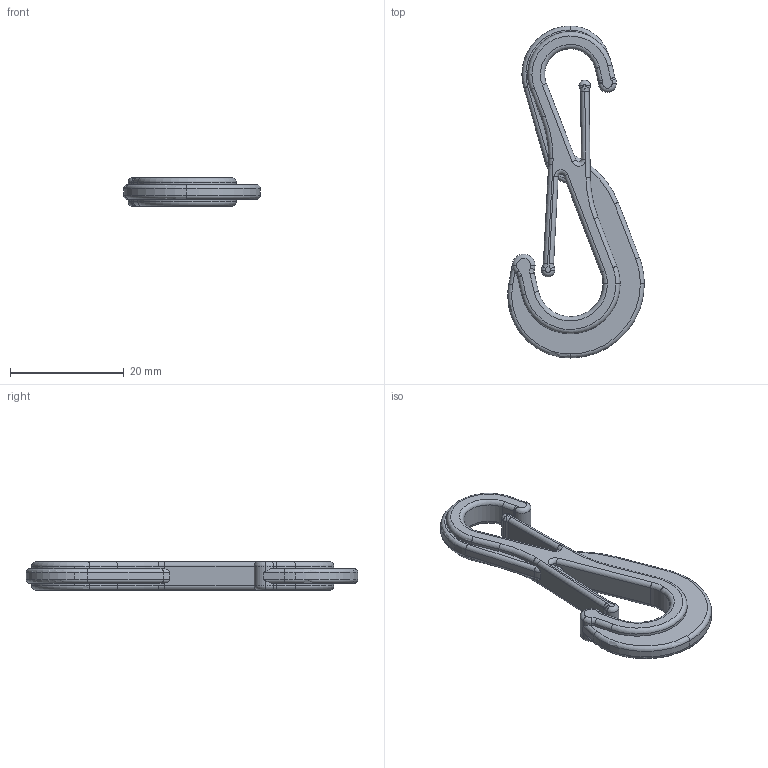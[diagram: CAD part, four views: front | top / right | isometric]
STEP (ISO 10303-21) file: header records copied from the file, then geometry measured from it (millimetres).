
FILE_DESCRIPTION (( 'STEP AP214' ), '1' );
FILE_NAME ('T81199.STEP', '2023-06-08T14:32:20', ( '' ), ( '' ), 'SwSTEP 2.0', 'SolidWorks 2022', '' );
FILE_SCHEMA (( 'AUTOMOTIVE_DESIGN' ));
Length unit declared in the file: millimetre
Products named in the file (1): T81199
Bounding box: 24 x 58.33 x 5 mm (x, y, z)
Volume: 2287 mm3; surface area: 2257.3 mm2
Topology: 1 solids, 1 shells, 194 faces, 476 edges, 284 vertices
Faces by surface type: torus 84, cylinder 80, plane 30
Entity records: 5918 total; most frequent: DIRECTION 1144, CARTESIAN_POINT 1127, ORIENTED_EDGE 952, AXIS2_PLACEMENT_3D 499, EDGE_CURVE 476, CIRCLE 304, VERTEX_POINT 284, ADVANCED_FACE 194
